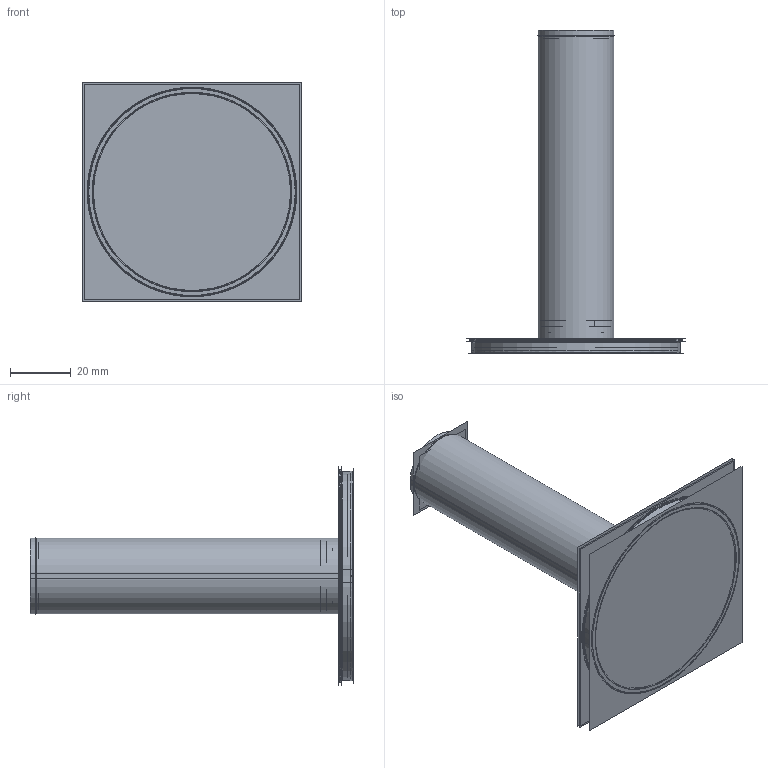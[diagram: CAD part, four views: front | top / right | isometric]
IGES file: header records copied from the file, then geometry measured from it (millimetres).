
Start section:  PTC IGES file: a44896.igs
Global section: file name: a44896.igs; native system: Creo Parametric by PTC Inc.; preprocessor: 2017380; author: gurkan.saylisoy; organization: Unknown; date: 20191111.160948; units: millimetre
Bounding box: 72.18 x 106.69 x 72.23 mm (x, y, z)
Surface area: 83990.2 mm2 (no closed solid volume)
Topology: 0 solids, 0 shells, 216 faces, 2812 edges, 3692 vertices
Faces by surface type: revolution 130, bspline 86
